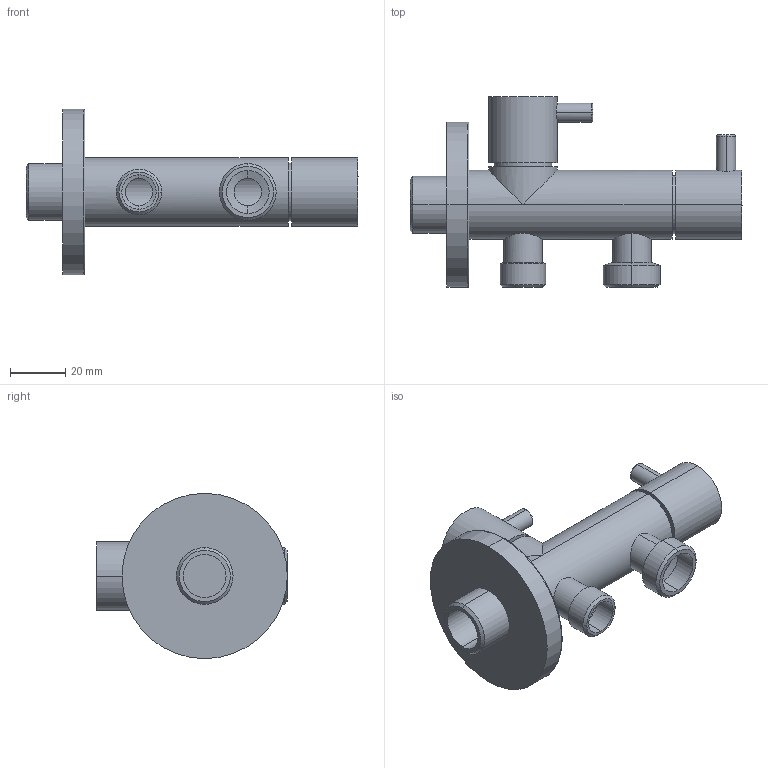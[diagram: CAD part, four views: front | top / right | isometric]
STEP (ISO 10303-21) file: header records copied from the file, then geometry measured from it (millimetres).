
FILE_DESCRIPTION (( 'STEP AP203' ), '1' );
FILE_NAME ('99-300150.STEP', '2025-07-08T05:23:13', ( '' ), ( '' ), 'SwSTEP 2.0', 'SolidWorks 2021', '' );
FILE_SCHEMA (( 'CONFIG_CONTROL_DESIGN' ));
Length unit declared in the file: millimetre
Products named in the file (3): 99-300150; VA0078_Predeterminado; VA0078_COVER_Predeterminado
Assembly tree (2 placements, depth 2):
  99-300150
    VA0078_Predeterminado
    VA0078_COVER_Predeterminado
Bounding box: 120.5 x 69.2 x 60 mm (x, y, z)
Volume: 78777.3 mm3; surface area: 28513.1 mm2
Topology: 2 solids, 2 shells, 403 faces, 1049 edges, 688 vertices
Faces by surface type: bspline 194, plane 148, cylinder 39, cone 16, torus 6
Entity records: 21261 total; most frequent: CARTESIAN_POINT 12376, ORIENTED_EDGE 2098, DIRECTION 1155, EDGE_CURVE 1049, VERTEX_POINT 688, LINE 559, VECTOR 559, EDGE_LOOP 445
